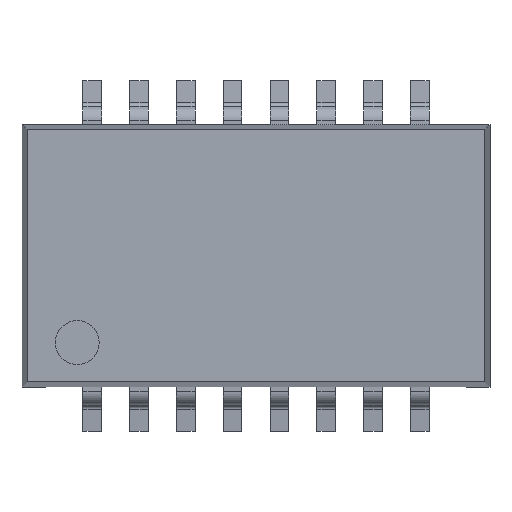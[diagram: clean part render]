
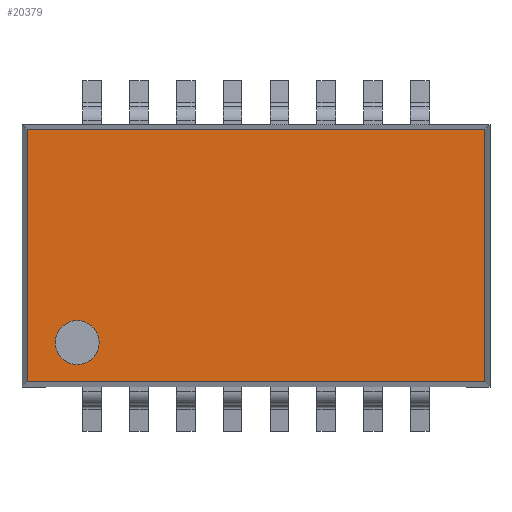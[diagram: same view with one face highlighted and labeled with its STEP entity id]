
A CAD part, top view. The second image highlights one B-rep face of the part: STEP entity #20379.
In plain terms, the highlighted planar face has unit normal (0, 0, 1).
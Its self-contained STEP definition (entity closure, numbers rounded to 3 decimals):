
#117 = DIRECTION ( 'NONE',  ( 1., 0., 0. ) ) ;
#775 = VERTEX_POINT ( 'NONE', #12612 ) ;
#1517 = AXIS2_PLACEMENT_3D ( 'NONE', #21245, #5007, #23949 ) ;
#2308 = VECTOR ( 'NONE', #16947, 1000. ) ;
#2598 = ORIENTED_EDGE ( 'NONE', *, *, #29716, .F. ) ;
#2708 = CARTESIAN_POINT ( 'NONE',  ( -6.208, 3.427, 8.659 ) ) ;
#2742 = LINE ( 'NONE', #13740, #16414 ) ;
#2885 = DIRECTION ( 'NONE',  ( 0., -1., 0. ) ) ;
#3105 = CARTESIAN_POINT ( 'NONE',  ( -6.208, -3.427, 8.659 ) ) ;
#5007 = DIRECTION ( 'NONE',  ( 0., 0., -1. ) ) ;
#5087 = CARTESIAN_POINT ( 'NONE',  ( 6.208, 3.427, 8.659 ) ) ;
#5647 = EDGE_LOOP ( 'NONE', ( #33374, #2598 ) ) ;
#5766 = VECTOR ( 'NONE', #32564, 1000. ) ;
#5915 = DIRECTION ( 'NONE',  ( 0., 1., 0. ) ) ;
#6600 = LINE ( 'NONE', #8552, #5766 ) ;
#7573 = EDGE_LOOP ( 'NONE', ( #32318, #21616, #15885, #16201 ) ) ;
#8552 = CARTESIAN_POINT ( 'NONE',  ( 6.35, -3.427, 8.659 ) ) ;
#11438 = FACE_BOUND ( 'NONE', #5647, .T. ) ;
#12501 = CARTESIAN_POINT ( 'NONE',  ( -6.208, -3.427, 8.659 ) ) ;
#12612 = CARTESIAN_POINT ( 'NONE',  ( 6.208, -3.427, 8.659 ) ) ;
#12724 = AXIS2_PLACEMENT_3D ( 'NONE', #15712, #34153, #18427 ) ;
#13733 = CARTESIAN_POINT ( 'NONE',  ( -4.255, -2.361, 8.659 ) ) ;
#13740 = CARTESIAN_POINT ( 'NONE',  ( 6.208, -3.427, 8.659 ) ) ;
#14380 = VERTEX_POINT ( 'NONE', #12501 ) ;
#15712 = CARTESIAN_POINT ( 'NONE',  ( -4.851, -2.361, 8.659 ) ) ;
#15885 = ORIENTED_EDGE ( 'NONE', *, *, #30498, .F. ) ;
#16201 = ORIENTED_EDGE ( 'NONE', *, *, #30594, .F. ) ;
#16414 = VECTOR ( 'NONE', #2885, 1000. ) ;
#16490 = DIRECTION ( 'NONE',  ( 0., 0., 1. ) ) ;
#16546 = AXIS2_PLACEMENT_3D ( 'NONE', #32346, #16490, #117 ) ;
#16796 = LINE ( 'NONE', #32763, #2308 ) ;
#16947 = DIRECTION ( 'NONE',  ( 1., 0., 0. ) ) ;
#17229 = CIRCLE ( 'NONE', #16546, 0.597 ) ;
#18427 = DIRECTION ( 'NONE',  ( 1., 0., 0. ) ) ;
#18642 = FACE_OUTER_BOUND ( 'NONE', #7573, .T. ) ;
#19139 = VERTEX_POINT ( 'NONE', #27067 ) ;
#19374 = VECTOR ( 'NONE', #5915, 1000. ) ;
#20379 = ADVANCED_FACE ( 'NONE', ( #18642, #11438 ), #31448, .F. ) ;
#20763 = CIRCLE ( 'NONE', #12724, 0.597 ) ;
#21245 = CARTESIAN_POINT ( 'NONE',  ( 6.35, -3.427, 8.659 ) ) ;
#21616 = ORIENTED_EDGE ( 'NONE', *, *, #30547, .F. ) ;
#23503 = VERTEX_POINT ( 'NONE', #5087 ) ;
#23949 = DIRECTION ( 'NONE',  ( 0., 1., 0. ) ) ;
#26448 = LINE ( 'NONE', #3105, #19374 ) ;
#27067 = CARTESIAN_POINT ( 'NONE',  ( -5.448, -2.361, 8.659 ) ) ;
#29716 = EDGE_CURVE ( 'NONE', #19139, #33808, #20763, .T. ) ;
#30483 = EDGE_CURVE ( 'NONE', #33808, #19139, #17229, .T. ) ;
#30498 = EDGE_CURVE ( 'NONE', #23503, #775, #2742, .T. ) ;
#30547 = EDGE_CURVE ( 'NONE', #775, #14380, #6600, .T. ) ;
#30583 = EDGE_CURVE ( 'NONE', #14380, #32652, #26448, .T. ) ;
#30594 = EDGE_CURVE ( 'NONE', #32652, #23503, #16796, .T. ) ;
#31448 = PLANE ( 'NONE',  #1517 ) ;
#32318 = ORIENTED_EDGE ( 'NONE', *, *, #30583, .F. ) ;
#32346 = CARTESIAN_POINT ( 'NONE',  ( -4.851, -2.361, 8.659 ) ) ;
#32564 = DIRECTION ( 'NONE',  ( -1., 0., 0. ) ) ;
#32652 = VERTEX_POINT ( 'NONE', #2708 ) ;
#32763 = CARTESIAN_POINT ( 'NONE',  ( 6.35, 3.427, 8.659 ) ) ;
#33374 = ORIENTED_EDGE ( 'NONE', *, *, #30483, .F. ) ;
#33808 = VERTEX_POINT ( 'NONE', #13733 ) ;
#34153 = DIRECTION ( 'NONE',  ( 0., 0., 1. ) ) ;
